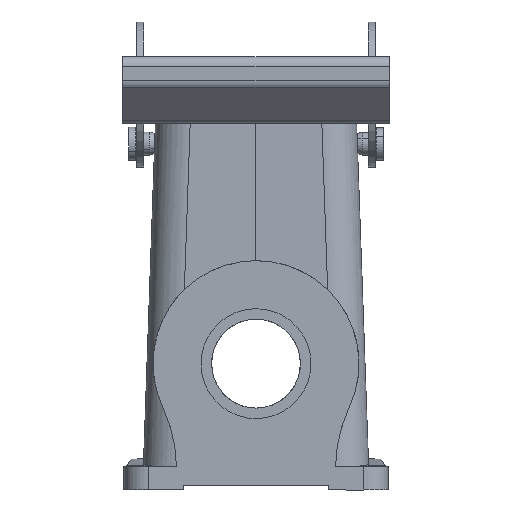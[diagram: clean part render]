
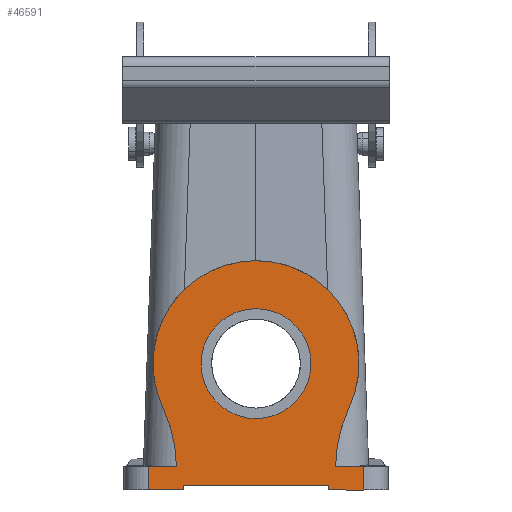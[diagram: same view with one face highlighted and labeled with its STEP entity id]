
A CAD part, front view. The second image highlights one B-rep face of the part: STEP entity #46591.
In plain terms, the highlighted planar face has unit normal (0, -1, 0).
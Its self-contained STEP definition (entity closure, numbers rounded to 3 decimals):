
#40260=AXIS2_PLACEMENT_3D('Circle Axis2P3D',#40258,#40259,$) ;
#40291=AXIS2_PLACEMENT_3D('Circle Axis2P3D',#40289,#40290,$) ;
#46430=AXIS2_PLACEMENT_3D('Plane Axis2P3D',#46427,#46428,#46429) ;
#40258=CARTESIAN_POINT('Axis2P3D Location',(28.5,6.35,27.)) ;
#40262=CARTESIAN_POINT('Vertex',(38.812,6.35,21.367)) ;
#40264=CARTESIAN_POINT('Vertex',(18.188,6.35,32.633)) ;
#40289=CARTESIAN_POINT('Axis2P3D Location',(28.5,6.35,27.)) ;
#46427=CARTESIAN_POINT('Axis2P3D Location',(5.5,6.35,72.)) ;
#46432=CARTESIAN_POINT('Line Origine',(51.5,6.35,3.5)) ;
#46436=CARTESIAN_POINT('Vertex',(51.5,6.35,5.)) ;
#46438=CARTESIAN_POINT('Vertex',(51.5,6.35,2.)) ;
#46441=CARTESIAN_POINT('Line Origine',(48.501,6.35,5.)) ;
#46445=CARTESIAN_POINT('Vertex',(45.501,6.35,5.)) ;
#46449=CARTESIAN_POINT('Control Point',(48.385,6.35,17.587)) ;
#46450=CARTESIAN_POINT('Control Point',(47.271,6.35,15.235)) ;
#46451=CARTESIAN_POINT('Control Point',(46.412,6.35,12.761)) ;
#46452=CARTESIAN_POINT('Control Point',(45.826,6.35,10.203)) ;
#46453=CARTESIAN_POINT('Control Point',(45.523,6.35,7.603)) ;
#46454=CARTESIAN_POINT('Control Point',(45.501,6.35,5.)) ;
#46455=CARTESIAN_POINT('Vertex',(48.385,6.35,17.587)) ;
#46459=CARTESIAN_POINT('Control Point',(48.385,6.35,17.587)) ;
#46460=CARTESIAN_POINT('Control Point',(49.269,6.35,19.456)) ;
#46461=CARTESIAN_POINT('Control Point',(49.935,6.35,21.429)) ;
#46462=CARTESIAN_POINT('Control Point',(50.364,6.35,23.472)) ;
#46463=CARTESIAN_POINT('Control Point',(50.734,6.35,27.62)) ;
#46464=CARTESIAN_POINT('Control Point',(50.133,6.35,31.741)) ;
#46465=CARTESIAN_POINT('Control Point',(49.591,6.35,33.757)) ;
#46466=CARTESIAN_POINT('Control Point',(48.043,6.35,37.623)) ;
#46467=CARTESIAN_POINT('Control Point',(45.64,6.35,41.024)) ;
#46468=CARTESIAN_POINT('Control Point',(44.244,6.35,42.576)) ;
#46469=CARTESIAN_POINT('Control Point',(41.113,6.35,45.321)) ;
#46470=CARTESIAN_POINT('Control Point',(37.43,6.35,47.266)) ;
#46471=CARTESIAN_POINT('Control Point',(35.482,6.35,48.017)) ;
#46472=CARTESIAN_POINT('Control Point',(31.447,6.35,49.047)) ;
#46473=CARTESIAN_POINT('Control Point',(27.284,6.35,49.113)) ;
#46474=CARTESIAN_POINT('Control Point',(25.207,6.35,48.9)) ;
#46475=CARTESIAN_POINT('Control Point',(21.143,6.35,47.991)) ;
#46476=CARTESIAN_POINT('Control Point',(17.401,6.35,46.165)) ;
#46477=CARTESIAN_POINT('Control Point',(15.645,6.35,45.034)) ;
#46478=CARTESIAN_POINT('Control Point',(12.941,6.35,42.802)) ;
#46479=CARTESIAN_POINT('Control Point',(10.735,6.35,40.092)) ;
#46480=CARTESIAN_POINT('Control Point',(9.929,6.35,38.922)) ;
#46481=CARTESIAN_POINT('Control Point',(9.221,6.35,37.692)) ;
#46482=CARTESIAN_POINT('Control Point',(8.615,6.35,36.413)) ;
#46483=CARTESIAN_POINT('Vertex',(8.615,6.35,36.413)) ;
#46487=CARTESIAN_POINT('Control Point',(8.615,6.35,36.413)) ;
#46488=CARTESIAN_POINT('Control Point',(7.731,6.35,34.544)) ;
#46489=CARTESIAN_POINT('Control Point',(7.065,6.35,32.571)) ;
#46490=CARTESIAN_POINT('Control Point',(6.636,6.35,30.528)) ;
#46491=CARTESIAN_POINT('Control Point',(6.288,6.35,26.626)) ;
#46492=CARTESIAN_POINT('Control Point',(6.799,6.35,22.748)) ;
#46493=CARTESIAN_POINT('Control Point',(7.226,6.35,20.963)) ;
#46494=CARTESIAN_POINT('Control Point',(7.836,6.35,19.234)) ;
#46495=CARTESIAN_POINT('Control Point',(8.615,6.35,17.587)) ;
#46496=CARTESIAN_POINT('Vertex',(8.615,6.35,17.587)) ;
#46500=CARTESIAN_POINT('Control Point',(11.499,6.35,5.)) ;
#46501=CARTESIAN_POINT('Control Point',(11.477,6.35,7.603)) ;
#46502=CARTESIAN_POINT('Control Point',(11.174,6.35,10.203)) ;
#46503=CARTESIAN_POINT('Control Point',(10.588,6.35,12.761)) ;
#46504=CARTESIAN_POINT('Control Point',(9.729,6.35,15.235)) ;
#46505=CARTESIAN_POINT('Control Point',(8.615,6.35,17.587)) ;
#46506=CARTESIAN_POINT('Vertex',(11.499,6.35,5.)) ;
#46509=CARTESIAN_POINT('Line Origine',(8.499,6.35,5.)) ;
#46513=CARTESIAN_POINT('Vertex',(5.5,6.35,5.)) ;
#46516=CARTESIAN_POINT('Line Origine',(5.5,6.35,3.5)) ;
#46520=CARTESIAN_POINT('Vertex',(5.5,6.35,2.)) ;
#46523=CARTESIAN_POINT('Line Origine',(5.5,6.35,1.)) ;
#46527=CARTESIAN_POINT('Vertex',(5.5,6.35,0.)) ;
#46530=CARTESIAN_POINT('Line Origine',(9.25,6.35,0.)) ;
#46534=CARTESIAN_POINT('Vertex',(13.,6.35,0.)) ;
#46537=CARTESIAN_POINT('Line Origine',(13.,6.35,0.5)) ;
#46541=CARTESIAN_POINT('Vertex',(13.,6.35,1.)) ;
#46544=CARTESIAN_POINT('Line Origine',(28.5,6.35,1.)) ;
#46548=CARTESIAN_POINT('Vertex',(44.,6.35,1.)) ;
#46551=CARTESIAN_POINT('Line Origine',(44.,6.35,0.5)) ;
#46555=CARTESIAN_POINT('Vertex',(44.,6.35,0.)) ;
#46558=CARTESIAN_POINT('Line Origine',(47.75,6.35,0.)) ;
#46562=CARTESIAN_POINT('Vertex',(51.5,6.35,0.)) ;
#46565=CARTESIAN_POINT('Line Origine',(51.5,6.35,1.)) ;
#40259=DIRECTION('Axis2P3D Direction',(0.,1.,0.)) ;
#40290=DIRECTION('Axis2P3D Direction',(0.,1.,0.)) ;
#46428=DIRECTION('Axis2P3D Direction',(0.,1.,0.)) ;
#46429=DIRECTION('Axis2P3D XDirection',(1.,0.,0.)) ;
#46433=DIRECTION('Vector Direction',(0.,0.,-1.)) ;
#46442=DIRECTION('Vector Direction',(-1.,0.,0.)) ;
#46510=DIRECTION('Vector Direction',(-1.,0.,0.)) ;
#46517=DIRECTION('Vector Direction',(0.,0.,1.)) ;
#46524=DIRECTION('Vector Direction',(0.,0.,1.)) ;
#46531=DIRECTION('Vector Direction',(1.,0.,0.)) ;
#46538=DIRECTION('Vector Direction',(0.,0.,1.)) ;
#46545=DIRECTION('Vector Direction',(1.,0.,0.)) ;
#46552=DIRECTION('Vector Direction',(0.,0.,1.)) ;
#46559=DIRECTION('Vector Direction',(1.,0.,0.)) ;
#46566=DIRECTION('Vector Direction',(0.,0.,1.)) ;
#46434=VECTOR('Line Direction',#46433,1.) ;
#46443=VECTOR('Line Direction',#46442,1.) ;
#46511=VECTOR('Line Direction',#46510,1.) ;
#46518=VECTOR('Line Direction',#46517,1.) ;
#46525=VECTOR('Line Direction',#46524,1.) ;
#46532=VECTOR('Line Direction',#46531,1.) ;
#46539=VECTOR('Line Direction',#46538,1.) ;
#46546=VECTOR('Line Direction',#46545,1.) ;
#46553=VECTOR('Line Direction',#46552,1.) ;
#46560=VECTOR('Line Direction',#46559,1.) ;
#46567=VECTOR('Line Direction',#46566,1.) ;
#46571=ORIENTED_EDGE('',*,*,#46440,.F.) ;
#46572=ORIENTED_EDGE('',*,*,#46447,.F.) ;
#46573=ORIENTED_EDGE('',*,*,#46457,.T.) ;
#46574=ORIENTED_EDGE('',*,*,#46485,.T.) ;
#46575=ORIENTED_EDGE('',*,*,#46498,.T.) ;
#46576=ORIENTED_EDGE('',*,*,#46508,.T.) ;
#46577=ORIENTED_EDGE('',*,*,#46515,.F.) ;
#46578=ORIENTED_EDGE('',*,*,#46522,.T.) ;
#46579=ORIENTED_EDGE('',*,*,#46529,.F.) ;
#46580=ORIENTED_EDGE('',*,*,#46536,.F.) ;
#46581=ORIENTED_EDGE('',*,*,#46543,.T.) ;
#46582=ORIENTED_EDGE('',*,*,#46550,.T.) ;
#46583=ORIENTED_EDGE('',*,*,#46557,.F.) ;
#46584=ORIENTED_EDGE('',*,*,#46564,.F.) ;
#46585=ORIENTED_EDGE('',*,*,#46569,.T.) ;
#46588=ORIENTED_EDGE('',*,*,#40293,.T.) ;
#46589=ORIENTED_EDGE('',*,*,#40266,.T.) ;
#46590=FACE_BOUND('',#46587,.T.) ;
#46591=ADVANCED_FACE('Brep With Voids.3',(#46586,#46590),#46431,.F.) ;
#46448=B_SPLINE_CURVE_WITH_KNOTS('',5,(#46449,#46450,#46451,#46452,#46453,#46454),.UNSPECIFIED.,.F.,.U.,(6,6),(0.,18.442),.UNSPECIFIED.) ;
#46458=B_SPLINE_CURVE_WITH_KNOTS('',5,(#46459,#46460,#46461,#46462,#46463,#46464,#46465,#46466,#46467,#46468,#46469,#46470,#46471,#46472,#46473,#46474,#46475,#46476,#46477,#46478,#46479,#46480,#46481,#46482),.UNSPECIFIED.,.F.,.U.,(6,3,3,3,3,3,3,6),(0.,14.654,29.309,43.963,58.618,73.272,87.926,97.953),.UNSPECIFIED.) ;
#46486=B_SPLINE_CURVE_WITH_KNOTS('',5,(#46487,#46488,#46489,#46490,#46491,#46492,#46493,#46494,#46495),.UNSPECIFIED.,.F.,.U.,(6,3,6),(0.,14.653,27.567),.UNSPECIFIED.) ;
#46499=B_SPLINE_CURVE_WITH_KNOTS('',5,(#46500,#46501,#46502,#46503,#46504,#46505),.UNSPECIFIED.,.F.,.U.,(6,6),(0.,18.442),.UNSPECIFIED.) ;
#40261=CIRCLE('generated circle',#40260,11.75) ;
#40292=CIRCLE('generated circle',#40291,11.75) ;
#40266=EDGE_CURVE('',#40263,#40265,#40261,.T.) ;
#40293=EDGE_CURVE('',#40265,#40263,#40292,.T.) ;
#46440=EDGE_CURVE('',#46437,#46439,#46435,.T.) ;
#46447=EDGE_CURVE('',#46446,#46437,#46444,.F.) ;
#46457=EDGE_CURVE('',#46446,#46456,#46448,.F.) ;
#46485=EDGE_CURVE('',#46456,#46484,#46458,.T.) ;
#46498=EDGE_CURVE('',#46484,#46497,#46486,.T.) ;
#46508=EDGE_CURVE('',#46497,#46507,#46499,.F.) ;
#46515=EDGE_CURVE('',#46514,#46507,#46512,.F.) ;
#46522=EDGE_CURVE('',#46514,#46521,#46519,.F.) ;
#46529=EDGE_CURVE('',#46528,#46521,#46526,.T.) ;
#46536=EDGE_CURVE('',#46535,#46528,#46533,.F.) ;
#46543=EDGE_CURVE('',#46535,#46542,#46540,.T.) ;
#46550=EDGE_CURVE('',#46542,#46549,#46547,.T.) ;
#46557=EDGE_CURVE('',#46556,#46549,#46554,.T.) ;
#46564=EDGE_CURVE('',#46563,#46556,#46561,.F.) ;
#46569=EDGE_CURVE('',#46563,#46439,#46568,.T.) ;
#46570=EDGE_LOOP('',(#46571,#46572,#46573,#46574,#46575,#46576,#46577,#46578,#46579,#46580,#46581,#46582,#46583,#46584,#46585)) ;
#46587=EDGE_LOOP('',(#46588,#46589)) ;
#46586=FACE_OUTER_BOUND('',#46570,.T.) ;
#46435=LINE('Line',#46432,#46434) ;
#46444=LINE('Line',#46441,#46443) ;
#46512=LINE('Line',#46509,#46511) ;
#46519=LINE('Line',#46516,#46518) ;
#46526=LINE('Line',#46523,#46525) ;
#46533=LINE('Line',#46530,#46532) ;
#46540=LINE('Line',#46537,#46539) ;
#46547=LINE('Line',#46544,#46546) ;
#46554=LINE('Line',#46551,#46553) ;
#46561=LINE('Line',#46558,#46560) ;
#46568=LINE('Line',#46565,#46567) ;
#46431=PLANE('',#46430) ;
#40263=VERTEX_POINT('',#40262) ;
#40265=VERTEX_POINT('',#40264) ;
#46437=VERTEX_POINT('',#46436) ;
#46439=VERTEX_POINT('',#46438) ;
#46446=VERTEX_POINT('',#46445) ;
#46456=VERTEX_POINT('',#46455) ;
#46484=VERTEX_POINT('',#46483) ;
#46497=VERTEX_POINT('',#46496) ;
#46507=VERTEX_POINT('',#46506) ;
#46514=VERTEX_POINT('',#46513) ;
#46521=VERTEX_POINT('',#46520) ;
#46528=VERTEX_POINT('',#46527) ;
#46535=VERTEX_POINT('',#46534) ;
#46542=VERTEX_POINT('',#46541) ;
#46549=VERTEX_POINT('',#46548) ;
#46556=VERTEX_POINT('',#46555) ;
#46563=VERTEX_POINT('',#46562) ;
